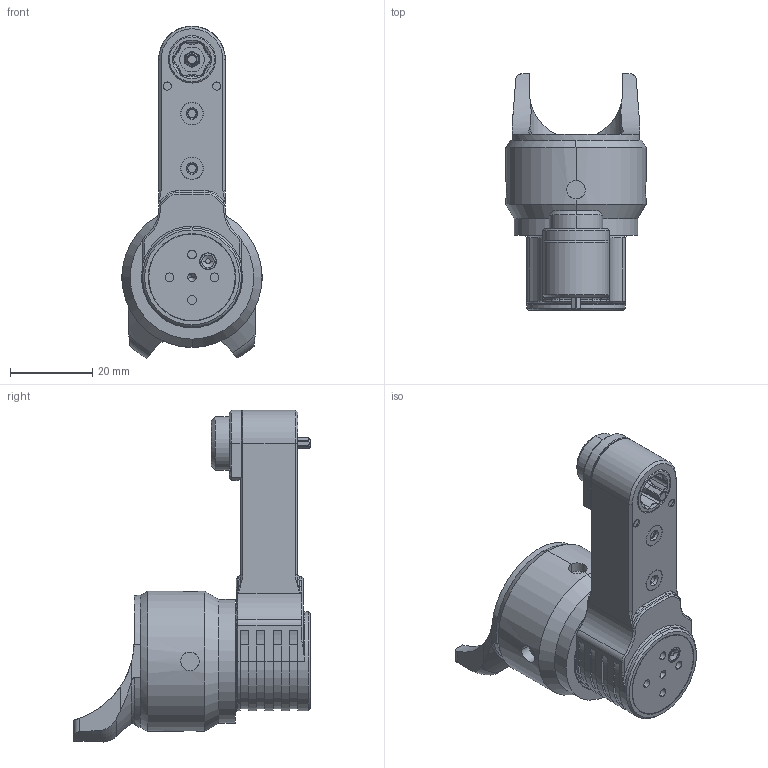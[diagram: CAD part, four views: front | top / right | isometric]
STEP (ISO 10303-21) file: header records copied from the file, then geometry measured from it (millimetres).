
FILE_DESCRIPTION((''),'2;1');
FILE_NAME('3513001474_SW0001','2022-12-11T23:37:41',('INEdipo'),(''),'CREO PARAMETRIC BY PTC INC, 2020281','CREO PARAMETRIC BY PTC INC, 2020281','');
FILE_SCHEMA(('CONFIG_CONTROL_DESIGN'));
Length unit declared in the file: inch
Products named in the file (1): 3513001474_SW0001
Bounding box: 34 x 57.4 x 80.56 mm (x, y, z)
Volume: 41658.5 mm3; surface area: 10736.2 mm2
Topology: 1 solids, 1 shells, 697 faces, 1737 edges, 1091 vertices
Faces by surface type: plane 231, cylinder 229, cone 99, extrusion 92, torus 40, bspline 6
Entity records: 22886 total; most frequent: CARTESIAN_POINT 6517, ORIENTED_EDGE 3470, DIRECTION 3229, EDGE_CURVE 1735, AXIS2_PLACEMENT_3D 1152, VERTEX_POINT 1091, VECTOR 925, LINE 833
